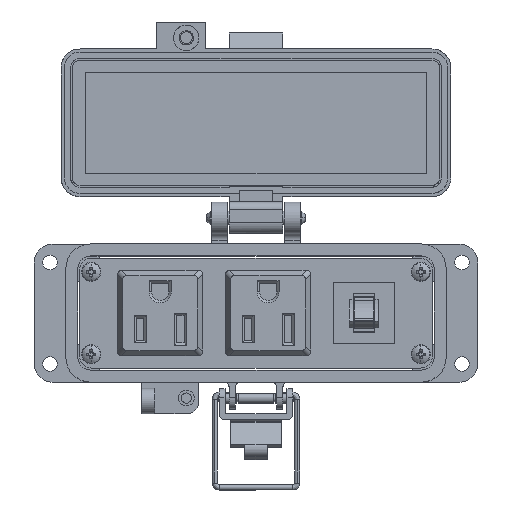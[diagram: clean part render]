
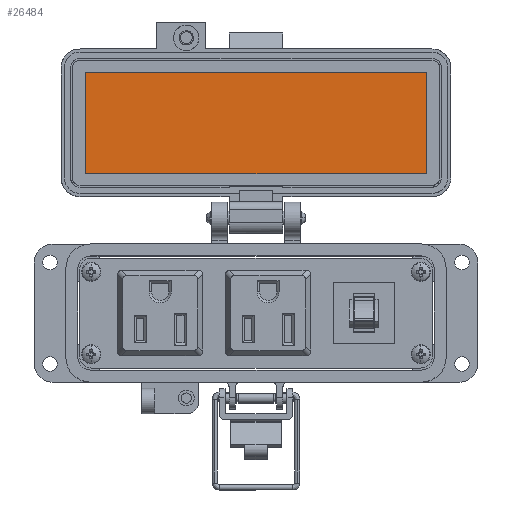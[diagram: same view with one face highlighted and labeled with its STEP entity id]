
A CAD part, top view. The second image highlights one B-rep face of the part: STEP entity #26484.
In plain terms, the highlighted planar face has unit normal (0, 0, 1).
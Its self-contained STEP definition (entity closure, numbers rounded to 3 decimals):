
#424 = VERTEX_POINT ( 'NONE', #5826 ) ;
#1003 = EDGE_CURVE ( 'NONE', #30563, #5298, #35885, .T. ) ;
#1372 = CARTESIAN_POINT ( 'NONE',  ( -8.5, 67.154, -25.55 ) ) ;
#1768 = CARTESIAN_POINT ( 'NONE',  ( 53.75, 67.154, -25.55 ) ) ;
#3651 = VECTOR ( 'NONE', #23101, 1000. ) ;
#4585 = FACE_OUTER_BOUND ( 'NONE', #36337, .T. ) ;
#5047 = DIRECTION ( 'NONE',  ( -1., 0., 0. ) ) ;
#5227 = LINE ( 'NONE', #25735, #34013 ) ;
#5298 = VERTEX_POINT ( 'NONE', #32804 ) ;
#5826 = CARTESIAN_POINT ( 'NONE',  ( -53.75, 83.154, -25.55 ) ) ;
#8102 = CARTESIAN_POINT ( 'NONE',  ( -8.5, 83.154, -25.55 ) ) ;
#9489 = VECTOR ( 'NONE', #21133, 1000. ) ;
#11144 = LINE ( 'NONE', #8102, #3651 ) ;
#11562 = EDGE_CURVE ( 'NONE', #19195, #424, #30028, .T. ) ;
#12206 = CARTESIAN_POINT ( 'NONE',  ( -53.75, 67.154, -25.55 ) ) ;
#12338 = ORIENTED_EDGE ( 'NONE', *, *, #1003, .F. ) ;
#12936 = DIRECTION ( 'NONE',  ( 0., 0., 1. ) ) ;
#15155 = VECTOR ( 'NONE', #16000, 1000. ) ;
#16000 = DIRECTION ( 'NONE',  ( 0., -1., 0. ) ) ;
#16294 = EDGE_CURVE ( 'NONE', #424, #30563, #11144, .T. ) ;
#17766 = ORIENTED_EDGE ( 'NONE', *, *, #35727, .F. ) ;
#19195 = VERTEX_POINT ( 'NONE', #26714 ) ;
#19715 = CARTESIAN_POINT ( 'NONE',  ( 53.75, 83.154, -25.55 ) ) ;
#21133 = DIRECTION ( 'NONE',  ( 0., 1., 0. ) ) ;
#21902 = ORIENTED_EDGE ( 'NONE', *, *, #16294, .F. ) ;
#23101 = DIRECTION ( 'NONE',  ( 1., 0., 0. ) ) ;
#23298 = AXIS2_PLACEMENT_3D ( 'NONE', #1372, #12936, #27914 ) ;
#25735 = CARTESIAN_POINT ( 'NONE',  ( 42., 51.154, -25.55 ) ) ;
#26484 = ADVANCED_FACE ( 'NONE', ( #4585 ), #33418, .T. ) ;
#26579 = ORIENTED_EDGE ( 'NONE', *, *, #11562, .F. ) ;
#26714 = CARTESIAN_POINT ( 'NONE',  ( -53.75, 51.154, -25.55 ) ) ;
#27914 = DIRECTION ( 'NONE',  ( 0., -1., 0. ) ) ;
#30028 = LINE ( 'NONE', #12206, #9489 ) ;
#30563 = VERTEX_POINT ( 'NONE', #19715 ) ;
#32804 = CARTESIAN_POINT ( 'NONE',  ( 53.75, 51.154, -25.55 ) ) ;
#33418 = PLANE ( 'NONE',  #23298 ) ;
#34013 = VECTOR ( 'NONE', #5047, 1000. ) ;
#35727 = EDGE_CURVE ( 'NONE', #5298, #19195, #5227, .T. ) ;
#35885 = LINE ( 'NONE', #1768, #15155 ) ;
#36337 = EDGE_LOOP ( 'NONE', ( #21902, #26579, #17766, #12338 ) ) ;
